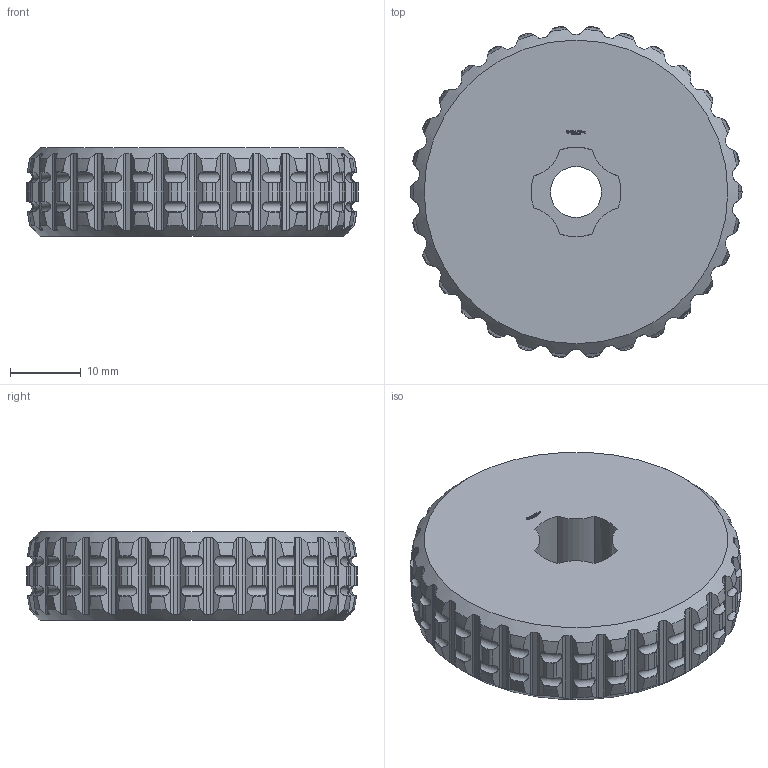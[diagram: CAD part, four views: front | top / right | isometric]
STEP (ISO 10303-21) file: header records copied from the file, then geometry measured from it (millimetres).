
FILE_DESCRIPTION(('FreeCAD Model'),'2;1');
FILE_NAME('Open CASCADE Shape Model','2023-12-20T18:57:30',(''),(''), 'Open CASCADE STEP processor 7.6','FreeCAD','Unknown');
FILE_SCHEMA(('AUTOMOTIVE_DESIGN { 1 0 10303 214 1 1 1 1 }'));
Length unit declared in the file: millimetre
Products named in the file (1): Wheel GND TTRD PLN BU03.75x01.00 - SPN-WHL-0008 (stemfie.org)
Bounding box: 46.87 x 46.71 x 12.5 mm (x, y, z)
Volume: 18835.7 mm3; surface area: 5656.5 mm2
Topology: 1 solids, 1 shells, 1163 faces, 3340 edges, 2222 vertices
Faces by surface type: plane 404, cylinder 344, extrusion 154, cone 137, revolution 62, torus 62
Full cylindrical faces by diameter (mm): 2 x4, 7.2 x1
Entity records: 116250 total; most frequent: CARTESIAN_POINT 48275, DIRECTION 8722, ORIENTED_EDGE 6680, PCURVE 6680, DEFINITIONAL_REPRESENTATION 6680, VECTOR 5372, LINE 5218, B_SPLINE_CURVE_WITH_KNOTS 4208
